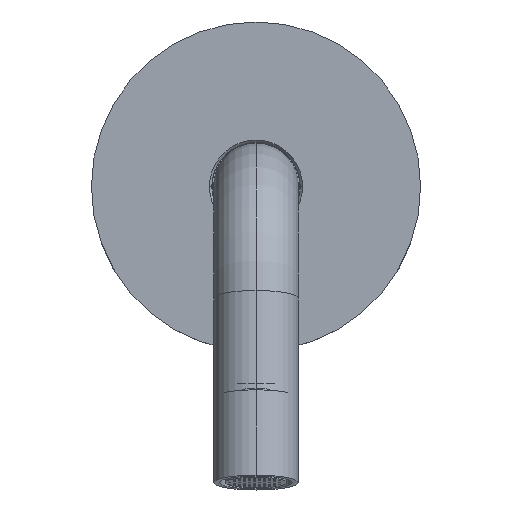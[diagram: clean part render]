
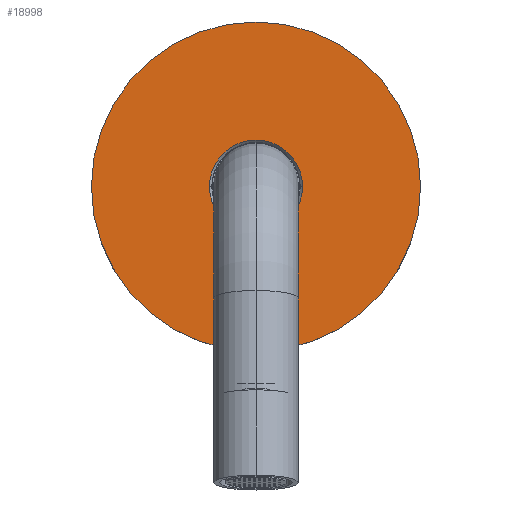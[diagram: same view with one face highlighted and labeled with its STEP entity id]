
A CAD part, top view. The second image highlights one B-rep face of the part: STEP entity #18998.
In plain terms, the highlighted planar face has unit normal (0, 0, 1).
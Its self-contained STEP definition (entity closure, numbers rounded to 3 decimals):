
#18382=CARTESIAN_POINT('',(0.,0.,7.5));
#18383=DIRECTION('',(0.,0.,1.));
#18384=DIRECTION('',(-1.,0.,0.));
#18385=AXIS2_PLACEMENT_3D('',#18382,#18383,#18384);
#18387=CARTESIAN_POINT('',(0.,0.,7.5));
#18388=DIRECTION('',(0.,0.,-1.));
#18389=DIRECTION('',(-1.,0.,0.));
#18390=AXIS2_PLACEMENT_3D('',#18387,#18388,#18389);
#18392=CARTESIAN_POINT('',(0.,0.,7.5));
#18393=DIRECTION('',(0.,0.,1.));
#18394=DIRECTION('',(-1.,0.,0.));
#18395=AXIS2_PLACEMENT_3D('',#18392,#18393,#18394);
#18397=CARTESIAN_POINT('',(0.,0.,7.5));
#18398=DIRECTION('',(0.,0.,1.));
#18399=DIRECTION('',(1.,0.,0.));
#18400=AXIS2_PLACEMENT_3D('',#18397,#18398,#18399);
#18443=CARTESIAN_POINT('',(-35.,0.,7.5));
#18445=VERTEX_POINT('',#18443);
#18455=CARTESIAN_POINT('',(35.,0.,7.5));
#18457=VERTEX_POINT('',#18455);
#18486=CARTESIAN_POINT('',(-9.9,0.,7.5));
#18487=CARTESIAN_POINT('',(9.9,0.,7.5));
#18488=VERTEX_POINT('',#18486);
#18489=VERTEX_POINT('',#18487);
#18985=CARTESIAN_POINT('',(0.,0.,7.5));
#18986=DIRECTION('',(0.,0.,-1.));
#18987=DIRECTION('',(1.,0.,0.));
#18988=AXIS2_PLACEMENT_3D('',#18985,#18986,#18987);
#18989=PLANE('',#18988);
#18990=ORIENTED_EDGE('',*,*,#18971,.F.);
#18991=ORIENTED_EDGE('',*,*,#18953,.T.);
#18992=EDGE_LOOP('',(#18990,#18991));
#18993=FACE_OUTER_BOUND('',#18992,.F.);
#18994=ORIENTED_EDGE('',*,*,#18537,.T.);
#18995=ORIENTED_EDGE('',*,*,#18559,.T.);
#18996=EDGE_LOOP('',(#18994,#18995));
#18997=FACE_BOUND('',#18996,.F.);
#18998=ADVANCED_FACE('',(#18993,#18997),#18989,.F.);
#18386=CIRCLE('',#18385,35.);
#18391=CIRCLE('',#18390,35.);
#18396=CIRCLE('',#18395,9.9);
#18401=CIRCLE('',#18400,9.9);
#18537=EDGE_CURVE('',#18488,#18489,#18396,.T.);
#18559=EDGE_CURVE('',#18489,#18488,#18401,.T.);
#18953=EDGE_CURVE('',#18445,#18457,#18391,.T.);
#18971=EDGE_CURVE('',#18445,#18457,#18386,.T.);
